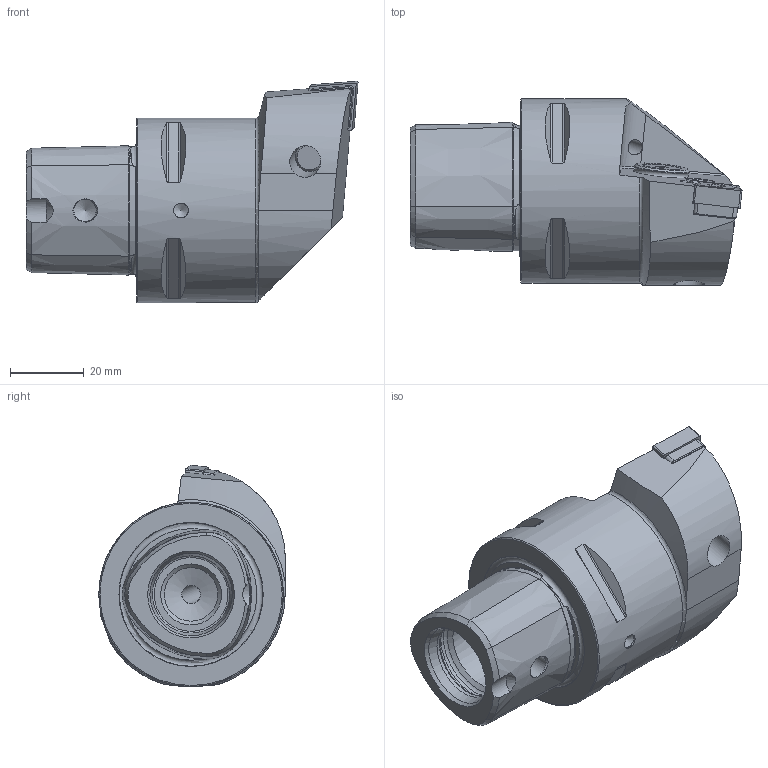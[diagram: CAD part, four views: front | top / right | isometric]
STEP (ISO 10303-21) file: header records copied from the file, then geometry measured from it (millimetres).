
FILE_DESCRIPTION (( 'STEP AP214' ), '1' );
FILE_NAME ('PS5.PCD.LLA.060-HP.STEP', '2020-02-12T08:33:42', ( '' ), ( '' ), 'SwSTEP 2.0', 'SolidWorks 2017', '' );
FILE_SCHEMA (( 'AUTOMOTIVE_DESIGN' ));
Length unit declared in the file: millimetre
Products named in the file (12): PS5-PCD.LLA.060-HP_A; PS5.PCD.LLA.060-HP; WCD-ER4.101.017_A; DIN 3771 - 13x1; WCD-ER3.101.000_A; CNMG120404; CHP-ER1.015.006; ISO 8752 2x8; DIN 7991 - M5x15; CHP-ER1.015.006_A; CHP-ER1.008.014_A; WCD-ER2.101.003_A
Assembly tree (11 placements, depth 3):
  PS5.PCD.LLA.060-HP
    PS5-PCD.LLA.060-HP_A
    WCD-ER2.101.003_A
    CNMG120404
    ISO 8752 2x8
    CHP-ER1.008.014_A
    CHP-ER1.015.006
      CHP-ER1.015.006_A
      DIN 3771 - 13x1
      DIN 7991 - M5x15
    WCD-ER3.101.000_A
    WCD-ER4.101.017_A
Bounding box: 90 x 50.5 x 60.02 mm (x, y, z)
Volume: 106237 mm3; surface area: 24382.5 mm2
Topology: 10 solids, 10 shells, 322 faces, 777 edges, 475 vertices
Faces by surface type: plane 130, cone 85, cylinder 71, torus 24, bspline 12
Full cylindrical faces by diameter (mm): 2 x1, 2.5 x1, 3 x1, 3.55 x1, 4 x1, 4.2 x3, 5 x3, 5.16 x1, 5.2 x1, 5.5 x1, 6.1 x2, 6.4 x2, 7 x2, 7.9 x2, 8 x2, 8.4 x1, 10 x1, 13.4 x1, 14.5 x1, 15 x4, 21 x2, 24 x1, 50 x1
Entity records: 10350 total; most frequent: CARTESIAN_POINT 3108, DIRECTION 1358, ORIENTED_EDGE 1306, EDGE_CURVE 653, AXIS2_PLACEMENT_3D 545, VERTEX_POINT 450, EDGE_LOOP 439, FACE_OUTER_BOUND 368
